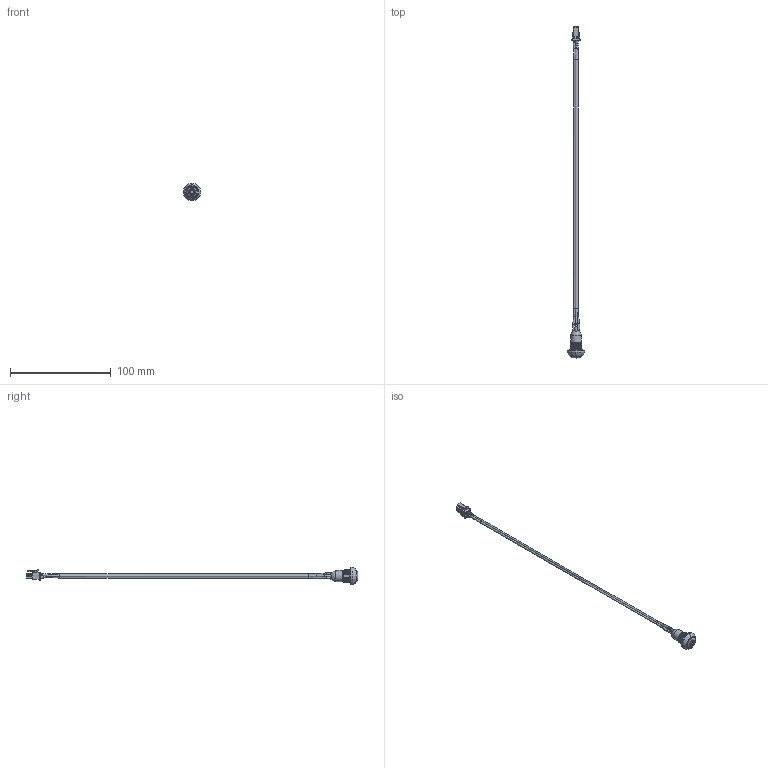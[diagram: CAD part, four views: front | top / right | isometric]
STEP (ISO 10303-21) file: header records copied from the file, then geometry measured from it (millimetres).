
FILE_DESCRIPTION(/* description */ (''),/* implementation_level */ '2;1');
FILE_NAME(/* name */ 'RP8700AB2CCEBLKxxxxxx.stp',/* time_stamp */ '2025-04-15T14:57:50-05:00',/* author */ ('jsteinblock'),/* organization */ (''),/* preprocessor_version */ 'ST-DEVELOPER v20',/* originating_system */ 'Autodesk Inventor 2022',/* authorisation */ '');
FILE_SCHEMA (('AUTOMOTIVE_DESIGN { 1 0 10303 214 3 1 1 }'));
Length unit declared in the file: inch
Products named in the file (1): RP8700AB2CCEBLKxxxxxx
Bounding box: 17.5 x 329.6 x 17.5 mm (x, y, z)
Volume: 5271.3 mm3; surface area: 10175.1 mm2
Topology: 2 solids, 3 shells, 486 faces, 1409 edges, 940 vertices
Faces by surface type: plane 262, bspline 98, cylinder 82, cone 27, torus 13, sphere 4
Full cylindrical faces by diameter (mm): 0.812 x4, 1.76 x4, 3 x2, 3.05 x1, 4.4 x1, 6.2 x1, 7.343 x1, 8.006 x1, 8.6 x1, 8.8 x1, 9.55 x1, 10 x1, 10.5 x1, 11 x1, 11.8 x1, 12 x1, 13.3 x1, 16 x1, 17.5 x1
Entity records: 20342 total; most frequent: CARTESIAN_POINT 7998, ORIENTED_EDGE 2816, DIRECTION 2303, EDGE_CURVE 1408, VERTEX_POINT 940, AXIS2_PLACEMENT_3D 784, LINE 735, VECTOR 735
